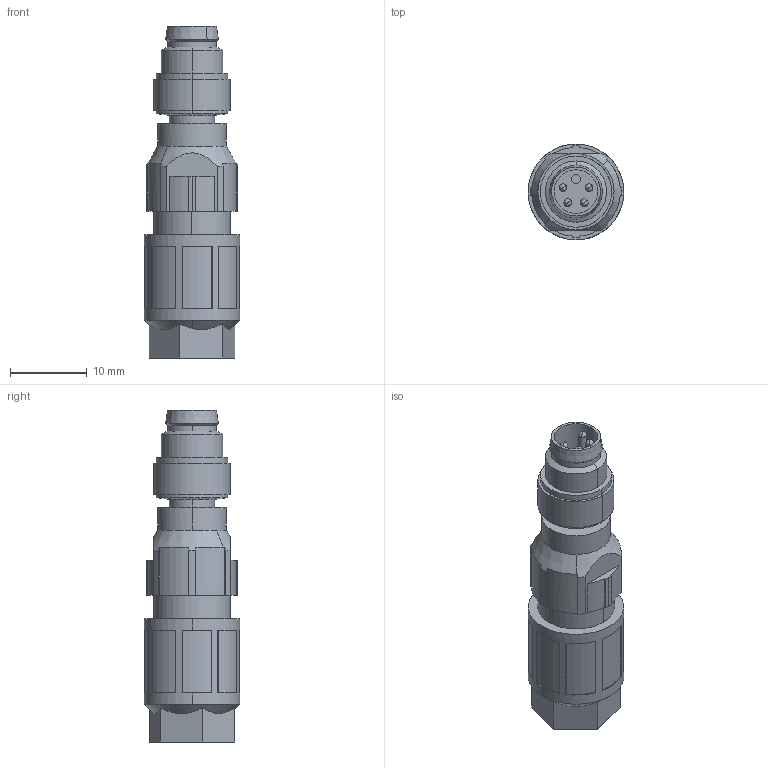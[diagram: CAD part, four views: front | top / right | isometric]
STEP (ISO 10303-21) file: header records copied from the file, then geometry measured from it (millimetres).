
FILE_DESCRIPTION((''),'2;1');
FILE_NAME('DM_CAD-1977_STECKER_4POL','2014-07-02T',('creinig-se'),(''),'PRO/ENGINEER BY PARAMETRIC TECHNOLOGY CORPORATION, 2013050','PRO/ENGINEER BY PARAMETRIC TECHNOLOGY CORPORATION, 2013050','');
FILE_SCHEMA(('CONFIG_CONTROL_DESIGN'));
Length unit declared in the file: millimetre
Products named in the file (1): DM_CAD-1977_STECKER_4POL
Bounding box: 12.5 x 12.5 x 43.35 mm (x, y, z)
Volume: 3558.9 mm3; surface area: 2324.6 mm2
Topology: 1 solids, 1 shells, 167 faces, 441 edges, 295 vertices
Faces by surface type: plane 69, cylinder 60, cone 30, bspline 8
Entity records: 8244 total; most frequent: CARTESIAN_POINT 1410, DIRECTION 886, ORIENTED_EDGE 882, PRESENTATION_STYLE_ASSIGNMENT 607, STYLED_ITEM 442, CURVE_STYLE 441, EDGE_CURVE 441, AXIS2_PLACEMENT_3D 342
